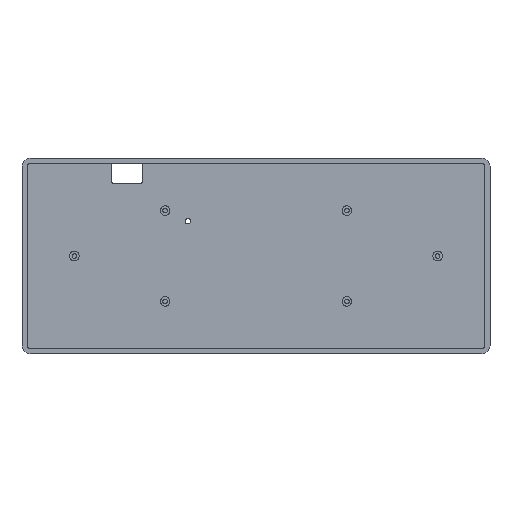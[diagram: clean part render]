
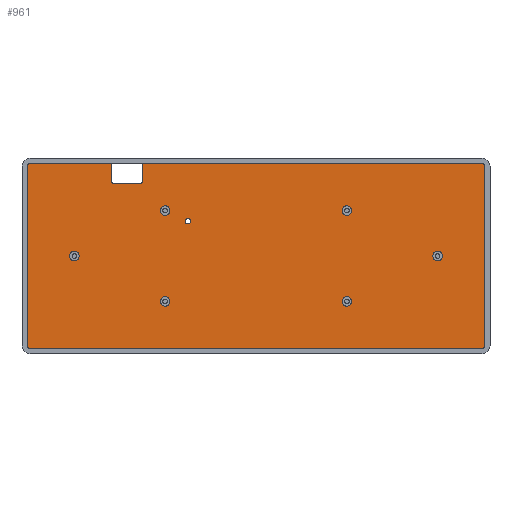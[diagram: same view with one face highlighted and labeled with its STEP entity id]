
A CAD part, top view. The second image highlights one B-rep face of the part: STEP entity #961.
In plain terms, the highlighted planar face has unit normal (0, 0, 1).
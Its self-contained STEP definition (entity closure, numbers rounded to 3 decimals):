
#15=FACE_BOUND('',#194,.T.);
#16=FACE_BOUND('',#195,.T.);
#17=FACE_BOUND('',#196,.T.);
#18=FACE_BOUND('',#197,.T.);
#19=FACE_BOUND('',#198,.T.);
#20=FACE_BOUND('',#199,.T.);
#21=FACE_BOUND('',#200,.T.);
#69=CIRCLE('',#1050,1.);
#71=CIRCLE('',#1053,1.);
#72=CIRCLE('',#1054,1.);
#73=CIRCLE('',#1055,1.);
#74=CIRCLE('',#1056,1.);
#75=CIRCLE('',#1057,1.);
#76=CIRCLE('',#1058,1.8);
#77=CIRCLE('',#1059,1.8);
#78=CIRCLE('',#1060,1.8);
#79=CIRCLE('',#1061,1.8);
#80=CIRCLE('',#1062,1.8);
#81=CIRCLE('',#1063,1.8);
#82=CIRCLE('',#1064,1.);
#132=FACE_OUTER_BOUND('',#193,.T.);
#193=EDGE_LOOP('',(#723,#724,#725,#726,#727,#728,#729,#730,#731,#732,#733,
#734,#735,#736));
#194=EDGE_LOOP('',(#737));
#195=EDGE_LOOP('',(#738));
#196=EDGE_LOOP('',(#739));
#197=EDGE_LOOP('',(#740));
#198=EDGE_LOOP('',(#741));
#199=EDGE_LOOP('',(#742));
#200=EDGE_LOOP('',(#743));
#287=LINE('',#1551,#369);
#292=LINE('',#1566,#374);
#293=LINE('',#1570,#375);
#294=LINE('',#1573,#376);
#295=LINE('',#1577,#377);
#296=LINE('',#1581,#378);
#297=LINE('',#1583,#379);
#298=LINE('',#1586,#380);
#369=VECTOR('',#1235,10.);
#374=VECTOR('',#1248,10.);
#375=VECTOR('',#1251,10.);
#376=VECTOR('',#1254,10.);
#377=VECTOR('',#1257,10.);
#378=VECTOR('',#1260,10.);
#379=VECTOR('',#1261,10.);
#380=VECTOR('',#1264,10.);
#447=VERTEX_POINT('',#1548);
#448=VERTEX_POINT('',#1550);
#450=VERTEX_POINT('',#1556);
#451=VERTEX_POINT('',#1557);
#454=VERTEX_POINT('',#1565);
#455=VERTEX_POINT('',#1567);
#456=VERTEX_POINT('',#1569);
#457=VERTEX_POINT('',#1571);
#458=VERTEX_POINT('',#1574);
#459=VERTEX_POINT('',#1576);
#460=VERTEX_POINT('',#1578);
#461=VERTEX_POINT('',#1580);
#462=VERTEX_POINT('',#1582);
#463=VERTEX_POINT('',#1584);
#464=VERTEX_POINT('',#1587);
#465=VERTEX_POINT('',#1589);
#466=VERTEX_POINT('',#1591);
#467=VERTEX_POINT('',#1593);
#468=VERTEX_POINT('',#1595);
#469=VERTEX_POINT('',#1597);
#470=VERTEX_POINT('',#1599);
#553=EDGE_CURVE('',#448,#447,#287,.T.);
#556=EDGE_CURVE('',#450,#451,#69,.T.);
#560=EDGE_CURVE('',#451,#454,#292,.T.);
#561=EDGE_CURVE('',#454,#455,#71,.T.);
#562=EDGE_CURVE('',#455,#456,#293,.T.);
#563=EDGE_CURVE('',#456,#457,#72,.T.);
#564=EDGE_CURVE('',#457,#448,#294,.T.);
#565=EDGE_CURVE('',#458,#447,#73,.T.);
#566=EDGE_CURVE('',#458,#459,#295,.T.);
#567=EDGE_CURVE('',#460,#459,#74,.T.);
#568=EDGE_CURVE('',#460,#461,#296,.T.);
#569=EDGE_CURVE('',#461,#462,#297,.T.);
#570=EDGE_CURVE('',#462,#463,#75,.T.);
#571=EDGE_CURVE('',#463,#450,#298,.T.);
#572=EDGE_CURVE('',#464,#464,#76,.T.);
#573=EDGE_CURVE('',#465,#465,#77,.T.);
#574=EDGE_CURVE('',#466,#466,#78,.T.);
#575=EDGE_CURVE('',#467,#467,#79,.T.);
#576=EDGE_CURVE('',#468,#468,#80,.T.);
#577=EDGE_CURVE('',#469,#469,#81,.T.);
#578=EDGE_CURVE('',#470,#470,#82,.T.);
#723=ORIENTED_EDGE('',*,*,#556,.T.);
#724=ORIENTED_EDGE('',*,*,#560,.T.);
#725=ORIENTED_EDGE('',*,*,#561,.T.);
#726=ORIENTED_EDGE('',*,*,#562,.T.);
#727=ORIENTED_EDGE('',*,*,#563,.T.);
#728=ORIENTED_EDGE('',*,*,#564,.T.);
#729=ORIENTED_EDGE('',*,*,#553,.T.);
#730=ORIENTED_EDGE('',*,*,#565,.F.);
#731=ORIENTED_EDGE('',*,*,#566,.T.);
#732=ORIENTED_EDGE('',*,*,#567,.F.);
#733=ORIENTED_EDGE('',*,*,#568,.T.);
#734=ORIENTED_EDGE('',*,*,#569,.T.);
#735=ORIENTED_EDGE('',*,*,#570,.T.);
#736=ORIENTED_EDGE('',*,*,#571,.T.);
#737=ORIENTED_EDGE('',*,*,#572,.T.);
#738=ORIENTED_EDGE('',*,*,#573,.T.);
#739=ORIENTED_EDGE('',*,*,#574,.T.);
#740=ORIENTED_EDGE('',*,*,#575,.T.);
#741=ORIENTED_EDGE('',*,*,#576,.T.);
#742=ORIENTED_EDGE('',*,*,#577,.T.);
#743=ORIENTED_EDGE('',*,*,#578,.T.);
#920=PLANE('',#1052);
#961=ADVANCED_FACE('',(#132,#15,#16,#17,#18,#19,#20,#21),#920,.T.);
#1050=AXIS2_PLACEMENT_3D('',#1558,#1240,#1241);
#1052=AXIS2_PLACEMENT_3D('',#1564,#1246,#1247);
#1053=AXIS2_PLACEMENT_3D('',#1568,#1249,#1250);
#1054=AXIS2_PLACEMENT_3D('',#1572,#1252,#1253);
#1055=AXIS2_PLACEMENT_3D('',#1575,#1255,#1256);
#1056=AXIS2_PLACEMENT_3D('',#1579,#1258,#1259);
#1057=AXIS2_PLACEMENT_3D('',#1585,#1262,#1263);
#1058=AXIS2_PLACEMENT_3D('',#1588,#1265,#1266);
#1059=AXIS2_PLACEMENT_3D('',#1590,#1267,#1268);
#1060=AXIS2_PLACEMENT_3D('',#1592,#1269,#1270);
#1061=AXIS2_PLACEMENT_3D('',#1594,#1271,#1272);
#1062=AXIS2_PLACEMENT_3D('',#1596,#1273,#1274);
#1063=AXIS2_PLACEMENT_3D('',#1598,#1275,#1276);
#1064=AXIS2_PLACEMENT_3D('',#1600,#1277,#1278);
#1235=DIRECTION('',(0.,-1.,0.));
#1240=DIRECTION('center_axis',(0.,0.,1.));
#1241=DIRECTION('ref_axis',(-0.707,-0.707,0.));
#1246=DIRECTION('center_axis',(0.,0.,1.));
#1247=DIRECTION('ref_axis',(1.,0.,0.));
#1248=DIRECTION('',(1.,0.,0.));
#1249=DIRECTION('center_axis',(0.,0.,1.));
#1250=DIRECTION('ref_axis',(0.707,-0.707,0.));
#1251=DIRECTION('',(0.,1.,0.));
#1252=DIRECTION('center_axis',(0.,0.,1.));
#1253=DIRECTION('ref_axis',(0.707,0.707,0.));
#1254=DIRECTION('',(-1.,0.,0.));
#1255=DIRECTION('center_axis',(0.,0.,1.));
#1256=DIRECTION('ref_axis',(0.707,-0.707,0.));
#1257=DIRECTION('',(-1.,0.,0.));
#1258=DIRECTION('center_axis',(0.,0.,1.));
#1259=DIRECTION('ref_axis',(-0.707,-0.707,0.));
#1260=DIRECTION('',(0.,1.,0.));
#1261=DIRECTION('',(-1.,0.,0.));
#1262=DIRECTION('center_axis',(0.,0.,1.));
#1263=DIRECTION('ref_axis',(-0.707,0.707,0.));
#1264=DIRECTION('',(0.,-1.,0.));
#1265=DIRECTION('center_axis',(0.,0.,-1.));
#1266=DIRECTION('ref_axis',(-1.,0.,0.));
#1267=DIRECTION('center_axis',(0.,0.,-1.));
#1268=DIRECTION('ref_axis',(-1.,0.,0.));
#1269=DIRECTION('center_axis',(0.,0.,-1.));
#1270=DIRECTION('ref_axis',(-1.,0.,0.));
#1271=DIRECTION('center_axis',(0.,0.,-1.));
#1272=DIRECTION('ref_axis',(-1.,0.,0.));
#1273=DIRECTION('center_axis',(0.,0.,-1.));
#1274=DIRECTION('ref_axis',(-1.,0.,0.));
#1275=DIRECTION('center_axis',(0.,0.,-1.));
#1276=DIRECTION('ref_axis',(-1.,0.,0.));
#1277=DIRECTION('center_axis',(0.,0.,-1.));
#1278=DIRECTION('ref_axis',(-1.,0.,0.));
#1548=CARTESIAN_POINT('',(45.1,64.7,2.));
#1550=CARTESIAN_POINT('',(45.1,71.2,2.));
#1551=CARTESIAN_POINT('',(45.1,53.9,2.));
#1556=CARTESIAN_POINT('',(2.,3.,2.));
#1557=CARTESIAN_POINT('',(3.,2.,2.));
#1558=CARTESIAN_POINT('Origin',(3.,3.,2.));
#1564=CARTESIAN_POINT('Origin',(87.6,36.6,2.));
#1565=CARTESIAN_POINT('',(172.2,2.,2.));
#1566=CARTESIAN_POINT('',(2.,2.,2.));
#1567=CARTESIAN_POINT('',(173.2,3.,2.));
#1568=CARTESIAN_POINT('Origin',(172.2,3.,2.));
#1569=CARTESIAN_POINT('',(173.2,70.2,2.));
#1570=CARTESIAN_POINT('',(173.2,2.,2.));
#1571=CARTESIAN_POINT('',(172.2,71.2,2.));
#1572=CARTESIAN_POINT('Origin',(172.2,70.2,2.));
#1573=CARTESIAN_POINT('',(173.2,71.2,2.));
#1574=CARTESIAN_POINT('',(44.1,63.7,2.));
#1575=CARTESIAN_POINT('Origin',(44.1,64.7,2.));
#1576=CARTESIAN_POINT('',(34.5,63.7,2.));
#1577=CARTESIAN_POINT('',(66.55,63.7,2.));
#1578=CARTESIAN_POINT('',(33.5,64.7,2.));
#1579=CARTESIAN_POINT('Origin',(34.5,64.7,2.));
#1580=CARTESIAN_POINT('',(33.5,71.2,2.));
#1581=CARTESIAN_POINT('',(33.5,50.15,2.));
#1582=CARTESIAN_POINT('',(3.,71.2,2.));
#1583=CARTESIAN_POINT('',(173.2,71.2,2.));
#1584=CARTESIAN_POINT('',(2.,70.2,2.));
#1585=CARTESIAN_POINT('Origin',(3.,70.2,2.));
#1586=CARTESIAN_POINT('',(2.,71.2,2.));
#1587=CARTESIAN_POINT('',(55.4,53.6,2.));
#1588=CARTESIAN_POINT('Origin',(53.6,53.6,2.));
#1589=CARTESIAN_POINT('',(123.4,53.6,2.));
#1590=CARTESIAN_POINT('Origin',(121.6,53.6,2.));
#1591=CARTESIAN_POINT('',(123.4,19.6,2.));
#1592=CARTESIAN_POINT('Origin',(121.6,19.6,2.));
#1593=CARTESIAN_POINT('',(21.4,36.6,2.));
#1594=CARTESIAN_POINT('Origin',(19.6,36.6,2.));
#1595=CARTESIAN_POINT('',(55.4,19.6,2.));
#1596=CARTESIAN_POINT('Origin',(53.6,19.6,2.));
#1597=CARTESIAN_POINT('',(157.4,36.6,2.));
#1598=CARTESIAN_POINT('Origin',(155.6,36.6,2.));
#1599=CARTESIAN_POINT('',(63.1,49.6,2.));
#1600=CARTESIAN_POINT('Origin',(62.1,49.6,2.));
